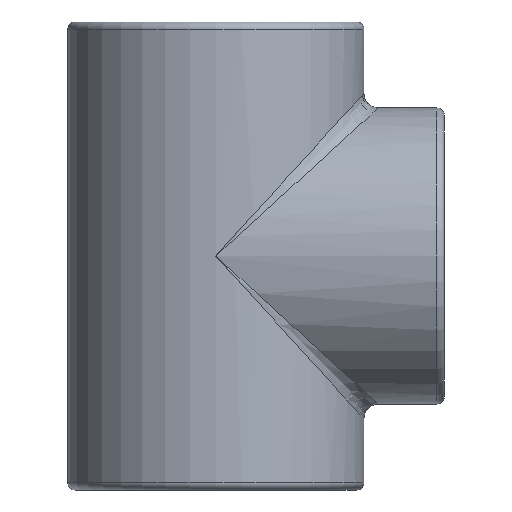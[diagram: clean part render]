
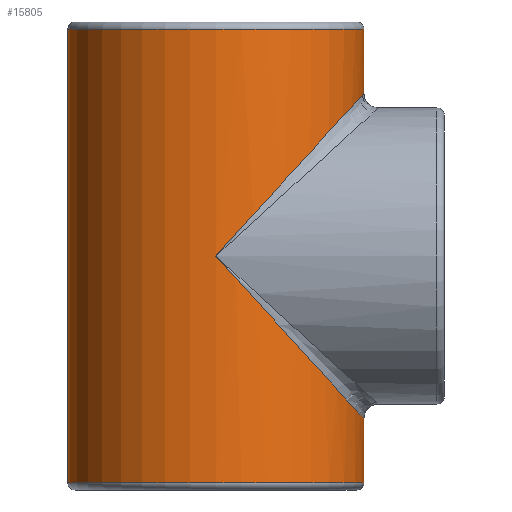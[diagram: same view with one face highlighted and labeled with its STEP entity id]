
A CAD part, front view. The second image highlights one B-rep face of the part: STEP entity #15805.
In plain terms, the highlighted cylindrical face has radius 40.5 mm (diameter 81 mm), a partial arc.
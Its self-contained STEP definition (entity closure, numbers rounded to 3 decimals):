
#4 = CARTESIAN_POINT ( 'NONE',  ( 40.5, 0., 62. ) ) ;
#5 = CARTESIAN_POINT ( 'NONE',  ( 40.5, 0., 44.5 ) ) ;
#77 = DIRECTION ( 'NONE',  ( 0., 0., -1. ) ) ;
#80 = FACE_OUTER_BOUND ( 'NONE', #14418, .T. ) ;
#81 = CARTESIAN_POINT ( 'NONE',  ( 0., 0., 64. ) ) ;
#82 = CYLINDRICAL_SURFACE ( 'NONE', #18491, 40.5 ) ;
#83 = DIRECTION ( 'NONE',  ( -1., 0., 0. ) ) ;
#1438 = VERTEX_POINT ( 'NONE', #1668 ) ;
#1552 = ORIENTED_EDGE ( 'NONE', *, *, #15879, .F. ) ;
#1553 = ORIENTED_EDGE ( 'NONE', *, *, #5836, .T. ) ;
#1554 = ORIENTED_EDGE ( 'NONE', *, *, #15883, .T. ) ;
#1555 = ORIENTED_EDGE ( 'NONE', *, *, #5837, .T. ) ;
#1556 = ORIENTED_EDGE ( 'NONE', *, *, #15882, .F. ) ;
#1557 = ORIENTED_EDGE ( 'NONE', *, *, #5838, .T. ) ;
#1558 = ORIENTED_EDGE ( 'NONE', *, *, #5839, .T. ) ;
#1647 = VERTEX_POINT ( 'NONE', #1738 ) ;
#1668 = CARTESIAN_POINT ( 'NONE',  ( 40.5, 0., -44.5 ) ) ;
#1738 = CARTESIAN_POINT ( 'NONE',  ( -40.5, 0., 62. ) ) ;
#3940 = AXIS2_PLACEMENT_3D ( 'NONE', #17854, #17855, #17856 ) ;
#3943 = CIRCLE ( 'NONE', #3940, 40.5 ) ;
#3944 = CIRCLE ( 'NONE', #3968, 40.5 ) ;
#3968 = AXIS2_PLACEMENT_3D ( 'NONE', #17858, #17859, #17860 ) ;
#5836 = EDGE_CURVE ( 'NONE', #14405, #1647, #3943, .T. ) ;
#5837 = EDGE_CURVE ( 'NONE', #14393, #18218, #3944, .T. ) ;
#5838 = EDGE_CURVE ( 'NONE', #1438, #18118, #9686, .T. ) ;
#5839 = EDGE_CURVE ( 'NONE', #18118, #14406, #9687, .T. ) ;
#9686 =( BOUNDED_CURVE ( )  B_SPLINE_CURVE ( 3, ( #17857, #17861, #17862, #17863 ),
 .UNSPECIFIED., .F., .T. ) 
 B_SPLINE_CURVE_WITH_KNOTS ( ( 4, 4 ),
 ( 3.142, 4.712 ),
 .UNSPECIFIED. ) 
 CURVE ( )  GEOMETRIC_REPRESENTATION_ITEM ( )  RATIONAL_B_SPLINE_CURVE ( ( 1., 0.805, 0.805, 1. ) ) 
 REPRESENTATION_ITEM ( '' )  );
#9687 =( BOUNDED_CURVE ( )  B_SPLINE_CURVE ( 3, ( #17853, #17864, #17865, #17866 ),
 .UNSPECIFIED., .F., .T. ) 
 B_SPLINE_CURVE_WITH_KNOTS ( ( 4, 4 ),
 ( 1.571, 3.142 ),
 .UNSPECIFIED. ) 
 CURVE ( )  GEOMETRIC_REPRESENTATION_ITEM ( )  RATIONAL_B_SPLINE_CURVE ( ( 1., 0.805, 0.805, 1. ) ) 
 REPRESENTATION_ITEM ( '' )  );
#14393 = VERTEX_POINT ( 'NONE', #20190 ) ;
#14405 = VERTEX_POINT ( 'NONE', #4 ) ;
#14406 = VERTEX_POINT ( 'NONE', #5 ) ;
#14418 = EDGE_LOOP ( 'NONE', ( #1552, #1553, #1554, #1555, #1556, #1557, #1558 ) ) ;
#15447 = LINE ( 'NONE', #15448, #18516 ) ;
#15448 = CARTESIAN_POINT ( 'NONE',  ( 40.5, 0., 64. ) ) ;
#15449 = DIRECTION ( 'NONE',  ( 0., 0., -1. ) ) ;
#15458 = LINE ( 'NONE', #15459, #18399 ) ;
#15459 = CARTESIAN_POINT ( 'NONE',  ( 40.5, 0., 64. ) ) ;
#15460 = DIRECTION ( 'NONE',  ( 0., 0., -1. ) ) ;
#15461 = LINE ( 'NONE', #15462, #18469 ) ;
#15462 = CARTESIAN_POINT ( 'NONE',  ( -40.5, 0., 64. ) ) ;
#15463 = DIRECTION ( 'NONE',  ( 0., 0., -1. ) ) ;
#15805 = ADVANCED_FACE ( 'NONE', ( #80 ), #82, .T. ) ;
#15879 = EDGE_CURVE ( 'NONE', #14405, #14406, #15447, .T. ) ;
#15882 = EDGE_CURVE ( 'NONE', #1438, #18218, #15458, .T. ) ;
#15883 = EDGE_CURVE ( 'NONE', #1647, #14393, #15461, .T. ) ;
#17290 = CARTESIAN_POINT ( 'NONE',  ( 40.5, 0., -62. ) ) ;
#17358 = CARTESIAN_POINT ( 'NONE',  ( 0., -40.5, 0. ) ) ;
#17853 = CARTESIAN_POINT ( 'NONE',  ( 0., -40.5, 0. ) ) ;
#17854 = CARTESIAN_POINT ( 'NONE',  ( 0., 0., 62. ) ) ;
#17855 = DIRECTION ( 'NONE',  ( 0., 0., -1. ) ) ;
#17856 = DIRECTION ( 'NONE',  ( 1., 0., 0. ) ) ;
#17857 = CARTESIAN_POINT ( 'NONE',  ( 40.5, 0., -44.5 ) ) ;
#17858 = CARTESIAN_POINT ( 'NONE',  ( 0., 0., -62. ) ) ;
#17859 = DIRECTION ( 'NONE',  ( 0., 0., 1. ) ) ;
#17860 = DIRECTION ( 'NONE',  ( 1., 0., 0. ) ) ;
#17861 = CARTESIAN_POINT ( 'NONE',  ( 40.5, -23.724, -44.5 ) ) ;
#17862 = CARTESIAN_POINT ( 'NONE',  ( 23.724, -40.5, -26.067 ) ) ;
#17863 = CARTESIAN_POINT ( 'NONE',  ( 0., -40.5, 0. ) ) ;
#17864 = CARTESIAN_POINT ( 'NONE',  ( 23.724, -40.5, 26.067 ) ) ;
#17865 = CARTESIAN_POINT ( 'NONE',  ( 40.5, -23.724, 44.5 ) ) ;
#17866 = CARTESIAN_POINT ( 'NONE',  ( 40.5, 0., 44.5 ) ) ;
#18118 = VERTEX_POINT ( 'NONE', #17358 ) ;
#18218 = VERTEX_POINT ( 'NONE', #17290 ) ;
#18399 = VECTOR ( 'NONE', #15460, 1000. ) ;
#18469 = VECTOR ( 'NONE', #15463, 1000. ) ;
#18491 = AXIS2_PLACEMENT_3D ( 'NONE', #81, #77, #83 ) ;
#18516 = VECTOR ( 'NONE', #15449, 1000. ) ;
#20190 = CARTESIAN_POINT ( 'NONE',  ( -40.5, 0., -62. ) ) ;
